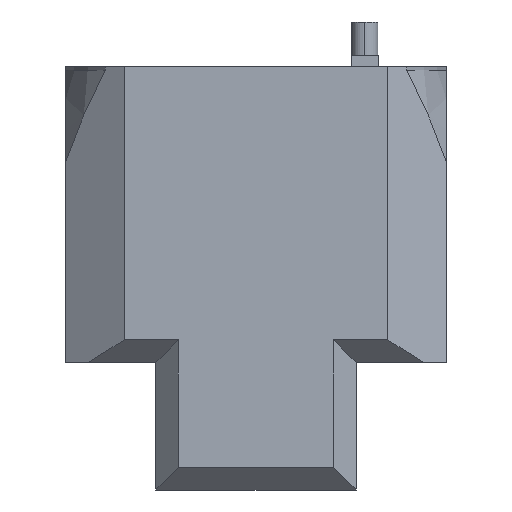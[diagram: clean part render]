
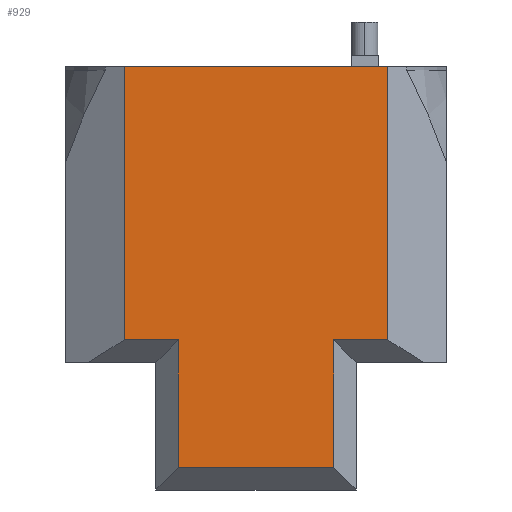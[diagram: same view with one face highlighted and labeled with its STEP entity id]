
A CAD part, left-side view. The second image highlights one B-rep face of the part: STEP entity #929.
In plain terms, the highlighted planar face has unit normal (-1, 0, 0).
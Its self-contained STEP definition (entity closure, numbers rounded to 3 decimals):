
#34 = VERTEX_POINT ( 'NONE', #2674 ) ;
#86 = CARTESIAN_POINT ( 'NONE',  ( -362.642, 351.006, -1084.149 ) ) ;
#101 = CARTESIAN_POINT ( 'NONE',  ( -362.642, -206.576, -237.582 ) ) ;
#102 = ORIENTED_EDGE ( 'NONE', *, *, #6074, .F. ) ;
#225 = VECTOR ( 'NONE', #1102, 1000. ) ;
#251 = AXIS2_PLACEMENT_3D ( 'NONE', #2744, #4089, #4220 ) ;
#339 = FACE_OUTER_BOUND ( 'NONE', #3102, .T. ) ;
#346 = EDGE_CURVE ( 'NONE', #6021, #4457, #2931, .T. ) ;
#386 = LINE ( 'NONE', #2265, #4117 ) ;
#398 = LINE ( 'NONE', #4632, #2886 ) ;
#538 = VECTOR ( 'NONE', #4865, 1000. ) ;
#664 = EDGE_CURVE ( 'NONE', #4270, #34, #5760, .T. ) ;
#863 = ORIENTED_EDGE ( 'NONE', *, *, #664, .T. ) ;
#915 = CARTESIAN_POINT ( 'NONE',  ( -362.642, -351.006, -237.582 ) ) ;
#929 = ADVANCED_FACE ( 'NONE', ( #339 ), #4560, .F. ) ;
#937 = VERTEX_POINT ( 'NONE', #4693 ) ;
#1017 = LINE ( 'NONE', #4394, #538 ) ;
#1036 = ORIENTED_EDGE ( 'NONE', *, *, #346, .T. ) ;
#1098 = ORIENTED_EDGE ( 'NONE', *, *, #3146, .T. ) ;
#1102 = DIRECTION ( 'NONE',  ( 0., 0., 1. ) ) ;
#1112 = VECTOR ( 'NONE', #4878, 1000. ) ;
#1415 = CARTESIAN_POINT ( 'NONE',  ( -362.642, 206.576, -237.582 ) ) ;
#1425 = DIRECTION ( 'NONE',  ( 0., 0., -1. ) ) ;
#1477 = LINE ( 'NONE', #101, #225 ) ;
#1766 = CARTESIAN_POINT ( 'NONE',  ( -362.642, 206.576, -1084.149 ) ) ;
#1881 = LINE ( 'NONE', #1415, #4022 ) ;
#1906 = VECTOR ( 'NONE', #2803, 1000. ) ;
#2050 = CARTESIAN_POINT ( 'NONE',  ( -362.642, -351.006, -1084.149 ) ) ;
#2265 = CARTESIAN_POINT ( 'NONE',  ( -362.642, -266.576, -1424.149 ) ) ;
#2276 = CARTESIAN_POINT ( 'NONE',  ( -362.642, -351.006, -356.453 ) ) ;
#2514 = ORIENTED_EDGE ( 'NONE', *, *, #4691, .T. ) ;
#2674 = CARTESIAN_POINT ( 'NONE',  ( -362.642, 351.006, -1084.149 ) ) ;
#2744 = CARTESIAN_POINT ( 'NONE',  ( -362.642, 351.006, -237.582 ) ) ;
#2803 = DIRECTION ( 'NONE',  ( 0., 0., -1. ) ) ;
#2813 = VERTEX_POINT ( 'NONE', #2276 ) ;
#2886 = VECTOR ( 'NONE', #3233, 1000. ) ;
#2931 = LINE ( 'NONE', #86, #1112 ) ;
#3102 = EDGE_LOOP ( 'NONE', ( #863, #3976, #4580, #2514, #1098, #1036, #102, #4105 ) ) ;
#3146 = EDGE_CURVE ( 'NONE', #6198, #6021, #1477, .T. ) ;
#3233 = DIRECTION ( 'NONE',  ( 0., -1., 0. ) ) ;
#3334 = VERTEX_POINT ( 'NONE', #1766 ) ;
#3944 = CARTESIAN_POINT ( 'NONE',  ( -362.642, 351.006, -237.582 ) ) ;
#3976 = ORIENTED_EDGE ( 'NONE', *, *, #5393, .T. ) ;
#4022 = VECTOR ( 'NONE', #5241, 1000. ) ;
#4089 = DIRECTION ( 'NONE',  ( 1., 0., 0. ) ) ;
#4105 = ORIENTED_EDGE ( 'NONE', *, *, #4971, .F. ) ;
#4117 = VECTOR ( 'NONE', #4202, 1000. ) ;
#4126 = LINE ( 'NONE', #915, #1906 ) ;
#4202 = DIRECTION ( 'NONE',  ( 0., -1., 0. ) ) ;
#4220 = DIRECTION ( 'NONE',  ( 0., 0., -1. ) ) ;
#4253 = CARTESIAN_POINT ( 'NONE',  ( -362.642, -206.576, -1424.149 ) ) ;
#4270 = VERTEX_POINT ( 'NONE', #6064 ) ;
#4394 = CARTESIAN_POINT ( 'NONE',  ( -362.642, 351.006, -1084.149 ) ) ;
#4457 = VERTEX_POINT ( 'NONE', #2050 ) ;
#4560 = PLANE ( 'NONE',  #251 ) ;
#4580 = ORIENTED_EDGE ( 'NONE', *, *, #5779, .T. ) ;
#4632 = CARTESIAN_POINT ( 'NONE',  ( -362.642, 0., -356.453 ) ) ;
#4691 = EDGE_CURVE ( 'NONE', #937, #6198, #386, .T. ) ;
#4693 = CARTESIAN_POINT ( 'NONE',  ( -362.642, 206.576, -1424.149 ) ) ;
#4865 = DIRECTION ( 'NONE',  ( 0., -1., 0. ) ) ;
#4878 = DIRECTION ( 'NONE',  ( 0., -1., 0. ) ) ;
#4971 = EDGE_CURVE ( 'NONE', #4270, #2813, #398, .T. ) ;
#5241 = DIRECTION ( 'NONE',  ( 0., 0., -1. ) ) ;
#5393 = EDGE_CURVE ( 'NONE', #34, #3334, #1017, .T. ) ;
#5703 = CARTESIAN_POINT ( 'NONE',  ( -362.642, -206.576, -1084.149 ) ) ;
#5760 = LINE ( 'NONE', #3944, #6048 ) ;
#5779 = EDGE_CURVE ( 'NONE', #3334, #937, #1881, .T. ) ;
#6021 = VERTEX_POINT ( 'NONE', #5703 ) ;
#6048 = VECTOR ( 'NONE', #1425, 1000. ) ;
#6064 = CARTESIAN_POINT ( 'NONE',  ( -362.642, 351.006, -356.453 ) ) ;
#6074 = EDGE_CURVE ( 'NONE', #2813, #4457, #4126, .T. ) ;
#6198 = VERTEX_POINT ( 'NONE', #4253 ) ;
